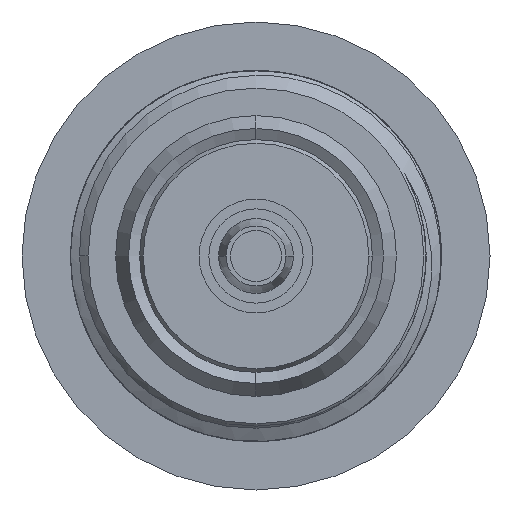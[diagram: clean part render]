
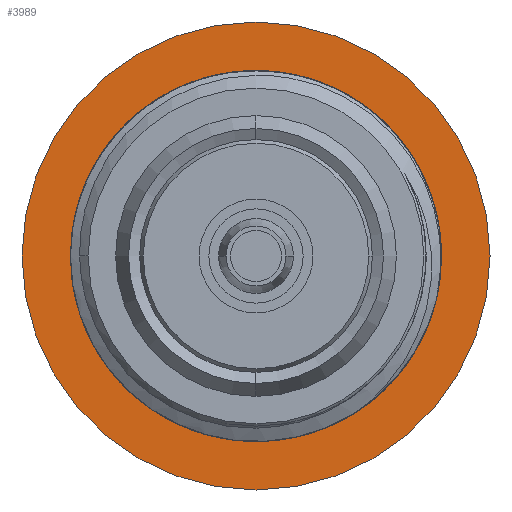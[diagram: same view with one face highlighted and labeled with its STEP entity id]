
A CAD part, left-side view. The second image highlights one B-rep face of the part: STEP entity #3989.
In plain terms, the highlighted planar face has unit normal (-1, 0, 0).
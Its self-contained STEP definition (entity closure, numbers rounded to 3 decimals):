
#29=CARTESIAN_POINT('',(24.39,0.,0.));
#30=DIRECTION('',(1.,0.,0.));
#31=DIRECTION('',(0.,0.,-1.));
#32=AXIS2_PLACEMENT_3D('',#29,#30,#31);
#34=CARTESIAN_POINT('',(24.39,0.,0.));
#35=DIRECTION('',(1.,0.,0.));
#36=DIRECTION('',(0.,0.,1.));
#37=AXIS2_PLACEMENT_3D('',#34,#35,#36);
#39=CARTESIAN_POINT('',(24.39,0.,0.));
#40=DIRECTION('',(-1.,0.,0.));
#41=DIRECTION('',(0.,0.,1.));
#42=AXIS2_PLACEMENT_3D('',#39,#40,#41);
#44=CARTESIAN_POINT('',(24.39,0.,0.));
#45=DIRECTION('',(-1.,0.,0.));
#46=DIRECTION('',(0.,0.,-1.));
#47=AXIS2_PLACEMENT_3D('',#44,#45,#46);
#3746=CARTESIAN_POINT('',(24.39,0.,7.94));
#3747=VERTEX_POINT('',#3746);
#3748=CARTESIAN_POINT('',(24.39,0.,-7.94));
#3749=VERTEX_POINT('',#3748);
#3750=CARTESIAN_POINT('',(24.39,0.,6.285));
#3751=CARTESIAN_POINT('',(24.39,0.,-6.285));
#3752=VERTEX_POINT('',#3750);
#3753=VERTEX_POINT('',#3751);
#3974=CARTESIAN_POINT('',(24.39,0.,0.));
#3975=DIRECTION('',(-1.,0.,0.));
#3976=DIRECTION('',(0.,0.,1.));
#3977=AXIS2_PLACEMENT_3D('',#3974,#3975,#3976);
#3978=PLANE('',#3977);
#3979=ORIENTED_EDGE('',*,*,#3954,.T.);
#3980=ORIENTED_EDGE('',*,*,#3968,.T.);
#3981=EDGE_LOOP('',(#3979,#3980));
#3982=FACE_OUTER_BOUND('',#3981,.F.);
#3984=ORIENTED_EDGE('',*,*,#3983,.T.);
#3986=ORIENTED_EDGE('',*,*,#3985,.T.);
#3987=EDGE_LOOP('',(#3984,#3986));
#3988=FACE_BOUND('',#3987,.F.);
#3989=ADVANCED_FACE('',(#3982,#3988),#3978,.T.);
#33=CIRCLE('',#32,7.94);
#38=CIRCLE('',#37,7.94);
#43=CIRCLE('',#42,6.285);
#48=CIRCLE('',#47,6.285);
#3954=EDGE_CURVE('',#3749,#3747,#33,.T.);
#3968=EDGE_CURVE('',#3747,#3749,#38,.T.);
#3983=EDGE_CURVE('',#3752,#3753,#43,.T.);
#3985=EDGE_CURVE('',#3753,#3752,#48,.T.);
